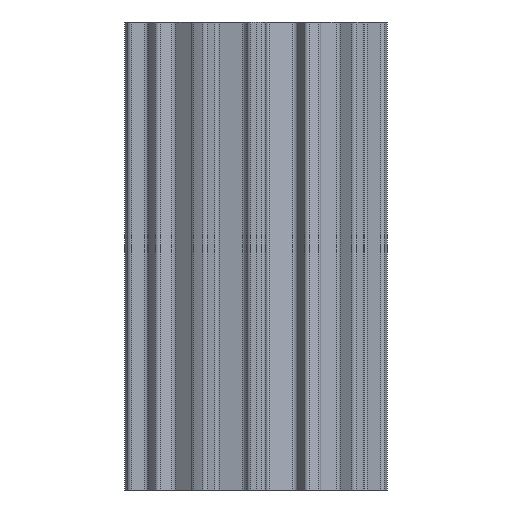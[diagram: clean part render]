
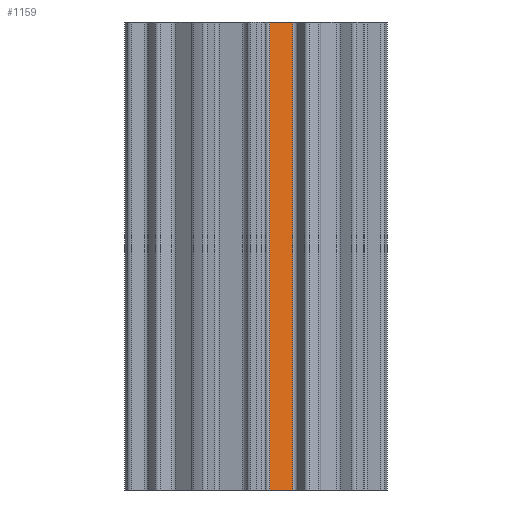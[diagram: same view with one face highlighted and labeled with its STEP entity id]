
A CAD part, left-side view. The second image highlights one B-rep face of the part: STEP entity #1159.
In plain terms, the highlighted planar face has unit normal (-0.975, -0.223, 0).
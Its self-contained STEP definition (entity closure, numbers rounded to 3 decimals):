
#40 = EDGE_LOOP ( 'NONE', ( #4051, #4052, #4053, #4054 ) ) ;
#147 = LINE ( 'NONE', #933, #148 ) ;
#148 = VECTOR ( 'NONE', #934, 1000. ) ;
#373 = LINE ( 'NONE', #2268, #378 ) ;
#375 = LINE ( 'NONE', #2270, #380 ) ;
#378 = VECTOR ( 'NONE', #3251, 1000. ) ;
#380 = VECTOR ( 'NONE', #3253, 1000. ) ;
#420 = FACE_OUTER_BOUND ( 'NONE', #40, .T. ) ;
#688 = LINE ( 'NONE', #890, #690 ) ;
#690 = VECTOR ( 'NONE', #891, 1000. ) ;
#890 = CARTESIAN_POINT ( 'NONE',  ( -3.551, -0.811, -7.5 ) ) ;
#891 = DIRECTION ( 'NONE',  ( -0.223, 0.975, 0. ) ) ;
#933 = CARTESIAN_POINT ( 'NONE',  ( -3.551, -0.811, 7.5 ) ) ;
#934 = DIRECTION ( 'NONE',  ( 0.223, -0.975, 0. ) ) ;
#1020 = CARTESIAN_POINT ( 'NONE',  ( -3.636, -0.44, 7.5 ) ) ;
#1041 = CARTESIAN_POINT ( 'NONE',  ( -3.636, -0.44, -7.5 ) ) ;
#1044 = CARTESIAN_POINT ( 'NONE',  ( -3.467, -1.181, -7.5 ) ) ;
#1159 = ADVANCED_FACE ( 'NONE', ( #420 ), #1679, .T. ) ;
#1677 = CARTESIAN_POINT ( 'NONE',  ( -3.467, -1.181, 7.94 ) ) ;
#1679 = PLANE ( 'NONE',  #3596 ) ;
#1681 = DIRECTION ( 'NONE',  ( -0.975, -0.223, 0. ) ) ;
#1682 = DIRECTION ( 'NONE',  ( 0., 0., 1. ) ) ;
#2268 = CARTESIAN_POINT ( 'NONE',  ( -3.467, -1.181, 7.94 ) ) ;
#2270 = CARTESIAN_POINT ( 'NONE',  ( -3.636, -0.44, 7.94 ) ) ;
#2365 = EDGE_CURVE ( 'NONE', #2635, #2632, #688, .T. ) ;
#2381 = EDGE_CURVE ( 'NONE', #2611, #3839, #147, .T. ) ;
#2611 = VERTEX_POINT ( 'NONE', #1020 ) ;
#2632 = VERTEX_POINT ( 'NONE', #1041 ) ;
#2635 = VERTEX_POINT ( 'NONE', #1044 ) ;
#3231 = EDGE_CURVE ( 'NONE', #3839, #2635, #373, .T. ) ;
#3232 = EDGE_CURVE ( 'NONE', #2611, #2632, #375, .T. ) ;
#3251 = DIRECTION ( 'NONE',  ( 0., 0., -1. ) ) ;
#3253 = DIRECTION ( 'NONE',  ( 0., 0., -1. ) ) ;
#3358 = CARTESIAN_POINT ( 'NONE',  ( -3.467, -1.181, 7.5 ) ) ;
#3596 = AXIS2_PLACEMENT_3D ( 'NONE', #1677, #1681, #1682 ) ;
#3839 = VERTEX_POINT ( 'NONE', #3358 ) ;
#4051 = ORIENTED_EDGE ( 'NONE', *, *, #3231, .F. ) ;
#4052 = ORIENTED_EDGE ( 'NONE', *, *, #2381, .F. ) ;
#4053 = ORIENTED_EDGE ( 'NONE', *, *, #3232, .T. ) ;
#4054 = ORIENTED_EDGE ( 'NONE', *, *, #2365, .F. ) ;
